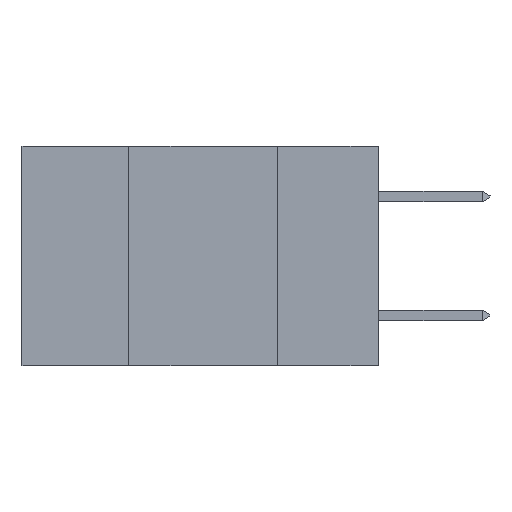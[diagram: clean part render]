
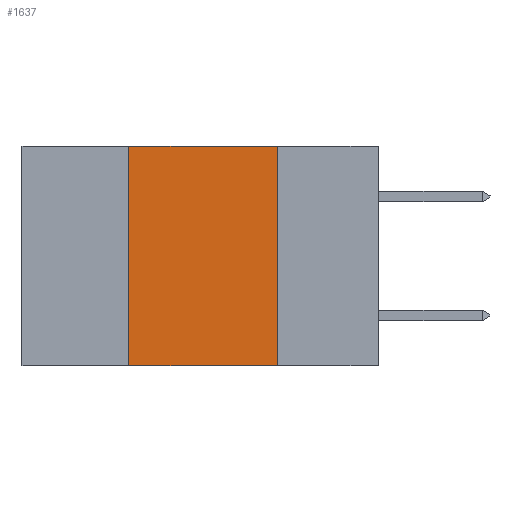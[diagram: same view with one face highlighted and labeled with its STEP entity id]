
A CAD part, left-side view. The second image highlights one B-rep face of the part: STEP entity #1637.
In plain terms, the highlighted planar face has unit normal (-1, 0, 0).
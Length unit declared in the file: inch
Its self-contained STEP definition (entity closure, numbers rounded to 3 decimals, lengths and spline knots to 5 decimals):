
#304 = VECTOR ( 'NONE', #7195, 39.37008 ) ;
#343 = VERTEX_POINT ( 'NONE', #2339 ) ;
#708 = LINE ( 'NONE', #2974, #304 ) ;
#735 = DIRECTION ( 'NONE',  ( 0., 0., 1. ) ) ;
#750 = CARTESIAN_POINT ( 'NONE',  ( 0., 0.6, 0. ) ) ;
#1559 = VECTOR ( 'NONE', #3512, 39.37008 ) ;
#1637 = ADVANCED_FACE ( 'NONE', ( #9676 ), #4774, .F. ) ;
#1648 = CARTESIAN_POINT ( 'NONE',  ( 0., 0.42, -0.37 ) ) ;
#1743 = AXIS2_PLACEMENT_3D ( 'NONE', #750, #7992, #8829 ) ;
#2339 = CARTESIAN_POINT ( 'NONE',  ( 0., 0.17, -0.37 ) ) ;
#2340 = CARTESIAN_POINT ( 'NONE',  ( 0., 0.6, -0.37 ) ) ;
#2593 = CARTESIAN_POINT ( 'NONE',  ( 0., 0.17, -0.37 ) ) ;
#2624 = VERTEX_POINT ( 'NONE', #6326 ) ;
#2743 = VECTOR ( 'NONE', #735, 39.37008 ) ;
#2974 = CARTESIAN_POINT ( 'NONE',  ( 0., 0.6, 0. ) ) ;
#3261 = EDGE_CURVE ( 'NONE', #8623, #343, #7190, .T. ) ;
#3512 = DIRECTION ( 'NONE',  ( 0., 0., -1. ) ) ;
#3907 = LINE ( 'NONE', #3961, #2743 ) ;
#3961 = CARTESIAN_POINT ( 'NONE',  ( 0., 0.42, -0.37 ) ) ;
#4130 = ORIENTED_EDGE ( 'NONE', *, *, #9656, .F. ) ;
#4588 = VECTOR ( 'NONE', #4832, 39.37008 ) ;
#4774 = PLANE ( 'NONE',  #1743 ) ;
#4832 = DIRECTION ( 'NONE',  ( 0., -1., 0. ) ) ;
#5708 = EDGE_CURVE ( 'NONE', #2624, #9454, #708, .T. ) ;
#6326 = CARTESIAN_POINT ( 'NONE',  ( 0., 0.42, 0. ) ) ;
#6525 = ORIENTED_EDGE ( 'NONE', *, *, #5708, .F. ) ;
#7190 = LINE ( 'NONE', #2340, #4588 ) ;
#7195 = DIRECTION ( 'NONE',  ( 0., -1., 0. ) ) ;
#7588 = LINE ( 'NONE', #2593, #1559 ) ;
#7992 = DIRECTION ( 'NONE',  ( 1., 0., 0. ) ) ;
#8017 = CARTESIAN_POINT ( 'NONE',  ( 0., 0.17, 0. ) ) ;
#8623 = VERTEX_POINT ( 'NONE', #1648 ) ;
#8785 = ORIENTED_EDGE ( 'NONE', *, *, #8992, .F. ) ;
#8829 = DIRECTION ( 'NONE',  ( 0., 0., -1. ) ) ;
#8885 = EDGE_LOOP ( 'NONE', ( #4130, #6525, #8785, #9585 ) ) ;
#8992 = EDGE_CURVE ( 'NONE', #8623, #2624, #3907, .T. ) ;
#9454 = VERTEX_POINT ( 'NONE', #8017 ) ;
#9585 = ORIENTED_EDGE ( 'NONE', *, *, #3261, .T. ) ;
#9656 = EDGE_CURVE ( 'NONE', #9454, #343, #7588, .T. ) ;
#9676 = FACE_OUTER_BOUND ( 'NONE', #8885, .T. ) ;
